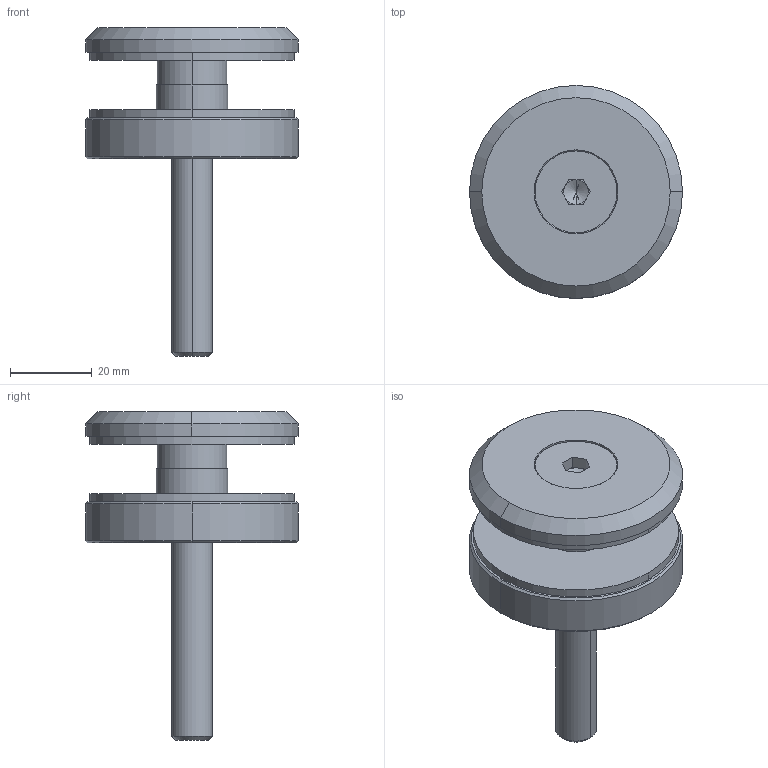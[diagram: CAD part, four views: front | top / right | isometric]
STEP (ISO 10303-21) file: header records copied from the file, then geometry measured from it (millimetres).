
FILE_DESCRIPTION (( 'STEP AP203' ), '1' );
FILE_NAME ('60195-V4A-S.STEP', '2022-02-17T08:53:45', ( '' ), ( '' ), 'SwSTEP 2.0', 'SolidWorks 2018', '' );
FILE_SCHEMA (( 'CONFIG_CONTROL_DESIGN' ));
Length unit declared in the file: millimetre
Products named in the file (14): 60195-V4A-S Teil4; 60195-V4A-S Teil5; DIN7991 M10x80_DIN 7991 M10x80; 60195-V4A-S Teil2; 60195-V4A-S Teil3_60195-V4A-S Teil3; 60195-V4A-S; DIN7991 M10x80; 60195-V4A-S Teil4_60195-V4A-S Teil4; 60195-V4A-S Teil1_60195-V4A-S Teil1; 60195-V4A-S Teil3; 60195-V4A-S Teil2_60195-V4A-S Teil2; 60195-V4A-S Teil1; 60195-V4A-S Teil5_60195-V4A-S Teil5
Assembly tree (7 placements, depth 2):
  60195-V4A-S Teil4
  60195-V4A-S Teil5
  60195-V4A-S Teil2
  60195-V4A-S
    60195-V4A-S Teil1_60195-V4A-S Teil1
    60195-V4A-S Teil2_60195-V4A-S Teil2
    60195-V4A-S Teil3_60195-V4A-S Teil3
    60195-V4A-S Teil4_60195-V4A-S Teil4
    DIN7991 M10x80_DIN 7991 M10x80
    60195-V4A-S Teil5_60195-V4A-S Teil5
  60195-V4A-S Teil3
Bounding box: 52 x 52 x 80.25 mm (x, y, z)
Volume: 47146.7 mm3; surface area: 24093.6 mm2
Topology: 6 solids, 6 shells, 318 faces, 798 edges, 521 vertices
Faces by surface type: plane 166, bspline 98, cylinder 30, cone 22, torus 2
Entity records: 16632 total; most frequent: CARTESIAN_POINT 8311, ORIENTED_EDGE 1590, DIRECTION 1151, EDGE_CURVE 795, VERTEX_POINT 519, LINE 513, VECTOR 513, EDGE_LOOP 358
